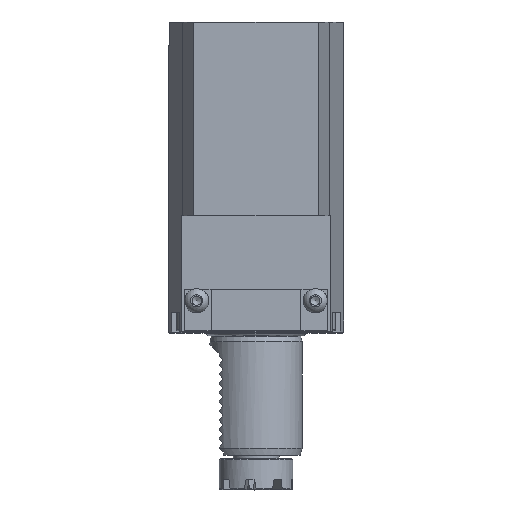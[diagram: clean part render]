
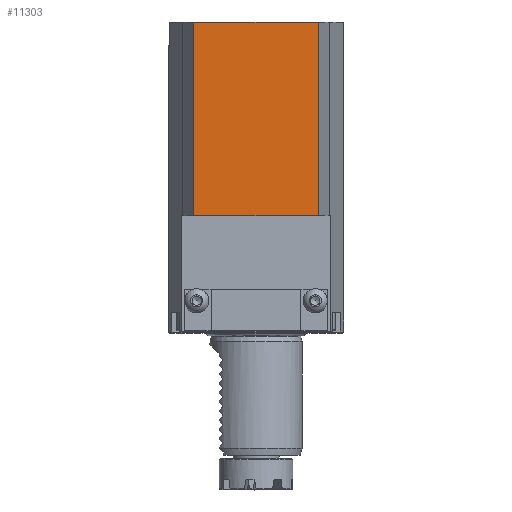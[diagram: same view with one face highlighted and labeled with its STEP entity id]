
A CAD part, top view. The second image highlights one B-rep face of the part: STEP entity #11303.
In plain terms, the highlighted planar face has unit normal (0, 0, 1).
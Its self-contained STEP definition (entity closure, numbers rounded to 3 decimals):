
#3343 = DIRECTION ( 'NONE',  ( 0., 1., 0. ) ) ;
#3448 = CARTESIAN_POINT ( 'NONE',  ( 27.063, -49., 63. ) ) ;
#3553 = ORIENTED_EDGE ( 'NONE', *, *, #23839, .T. ) ;
#3803 = EDGE_CURVE ( 'NONE', #5441, #22948, #14143, .T. ) ;
#3946 = LINE ( 'NONE', #12769, #27614 ) ;
#4700 = CARTESIAN_POINT ( 'NONE',  ( 27.063, -49., 63. ) ) ;
#4952 = VERTEX_POINT ( 'NONE', #14444 ) ;
#5001 = DIRECTION ( 'NONE',  ( 1., 0., 0. ) ) ;
#5441 = VERTEX_POINT ( 'NONE', #9183 ) ;
#5594 = DIRECTION ( 'NONE',  ( 1., 0., 0. ) ) ;
#7191 = VERTEX_POINT ( 'NONE', #4700 ) ;
#9005 = AXIS2_PLACEMENT_3D ( 'NONE', #11589, #13818, #5001 ) ;
#9183 = CARTESIAN_POINT ( 'NONE',  ( -27.063, 35., 63. ) ) ;
#9802 = EDGE_CURVE ( 'NONE', #4952, #5441, #25644, .T. ) ;
#10004 = ORIENTED_EDGE ( 'NONE', *, *, #9802, .F. ) ;
#10441 = CARTESIAN_POINT ( 'NONE',  ( 27.063, 35., 63. ) ) ;
#11303 = ADVANCED_FACE ( 'NONE', ( #19838 ), #25144, .T. ) ;
#11589 = CARTESIAN_POINT ( 'NONE',  ( 27.063, -49., 63. ) ) ;
#12769 = CARTESIAN_POINT ( 'NONE',  ( 27.063, -49., 63. ) ) ;
#12860 = DIRECTION ( 'NONE',  ( 1., 0., 0. ) ) ;
#13055 = DIRECTION ( 'NONE',  ( 0., 1., 0. ) ) ;
#13770 = EDGE_CURVE ( 'NONE', #4952, #7191, #3946, .T. ) ;
#13818 = DIRECTION ( 'NONE',  ( 0., 0., 1. ) ) ;
#14143 = LINE ( 'NONE', #21335, #24085 ) ;
#14444 = CARTESIAN_POINT ( 'NONE',  ( -27.063, -49., 63. ) ) ;
#14729 = ORIENTED_EDGE ( 'NONE', *, *, #3803, .F. ) ;
#17924 = EDGE_LOOP ( 'NONE', ( #3553, #14729, #10004, #20949 ) ) ;
#19838 = FACE_OUTER_BOUND ( 'NONE', #17924, .T. ) ;
#20949 = ORIENTED_EDGE ( 'NONE', *, *, #13770, .T. ) ;
#21335 = CARTESIAN_POINT ( 'NONE',  ( 27.063, 35., 63. ) ) ;
#22948 = VERTEX_POINT ( 'NONE', #10441 ) ;
#23839 = EDGE_CURVE ( 'NONE', #7191, #22948, #29256, .T. ) ;
#24085 = VECTOR ( 'NONE', #5594, 1000. ) ;
#25144 = PLANE ( 'NONE',  #9005 ) ;
#25644 = LINE ( 'NONE', #28563, #27462 ) ;
#27462 = VECTOR ( 'NONE', #13055, 1000. ) ;
#27614 = VECTOR ( 'NONE', #12860, 1000. ) ;
#28206 = VECTOR ( 'NONE', #3343, 1000. ) ;
#28563 = CARTESIAN_POINT ( 'NONE',  ( -27.063, -49., 63. ) ) ;
#29256 = LINE ( 'NONE', #3448, #28206 ) ;
